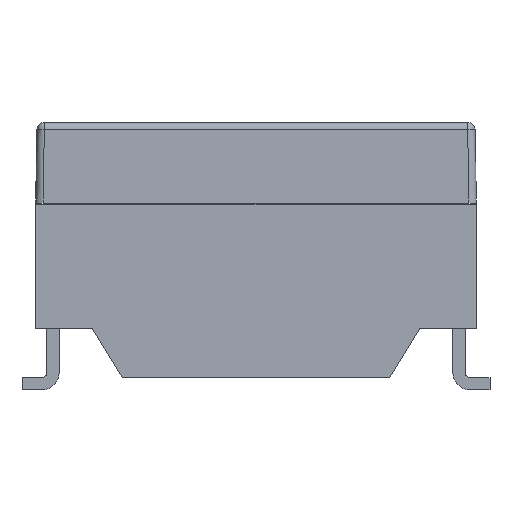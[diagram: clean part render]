
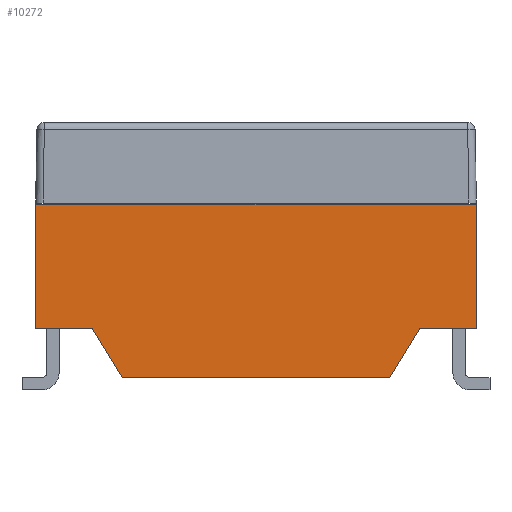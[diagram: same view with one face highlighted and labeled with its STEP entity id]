
A CAD part, left-side view. The second image highlights one B-rep face of the part: STEP entity #10272.
In plain terms, the highlighted planar face has unit normal (-1, 0, 0).
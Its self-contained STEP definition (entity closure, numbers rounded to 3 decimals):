
#857=LINE('',#22283,#1808);
#874=LINE('',#22315,#1825);
#881=LINE('',#22327,#1832);
#899=LINE('',#22360,#1850);
#934=LINE('',#22427,#1885);
#944=LINE('',#22446,#1895);
#945=LINE('',#22448,#1896);
#946=LINE('',#22450,#1897);
#1808=VECTOR('',#16766,1000.);
#1825=VECTOR('',#16785,1000.);
#1832=VECTOR('',#16794,1000.);
#1850=VECTOR('',#16814,1000.);
#1885=VECTOR('',#16857,1000.);
#1895=VECTOR('',#16877,1000.);
#1896=VECTOR('',#16878,1000.);
#1897=VECTOR('',#16879,1000.);
#2737=PLANE('',#14879);
#5201=ORIENTED_EDGE('',*,*,#7132,.F.);
#5202=ORIENTED_EDGE('',*,*,#7133,.F.);
#5203=ORIENTED_EDGE('',*,*,#7134,.T.);
#5204=ORIENTED_EDGE('',*,*,#7087,.T.);
#5205=ORIENTED_EDGE('',*,*,#7069,.T.);
#5206=ORIENTED_EDGE('',*,*,#7122,.T.);
#5207=ORIENTED_EDGE('',*,*,#7045,.T.);
#5208=ORIENTED_EDGE('',*,*,#7062,.T.);
#7045=EDGE_CURVE('',#8156,#8159,#857,.T.);
#7062=EDGE_CURVE('',#8159,#8173,#874,.T.);
#7069=EDGE_CURVE('',#8174,#8177,#881,.T.);
#7087=EDGE_CURVE('',#8190,#8174,#899,.T.);
#7122=EDGE_CURVE('',#8177,#8156,#934,.T.);
#7132=EDGE_CURVE('',#8224,#8173,#944,.T.);
#7133=EDGE_CURVE('',#8225,#8224,#945,.T.);
#7134=EDGE_CURVE('',#8225,#8190,#946,.T.);
#8156=VERTEX_POINT('',#22275);
#8159=VERTEX_POINT('',#22282);
#8173=VERTEX_POINT('',#22314);
#8174=VERTEX_POINT('',#22319);
#8177=VERTEX_POINT('',#22326);
#8190=VERTEX_POINT('',#22354);
#8224=VERTEX_POINT('',#22447);
#8225=VERTEX_POINT('',#22449);
#8985=EDGE_LOOP('',(#5201,#5202,#5203,#5204,#5205,#5206,#5207,#5208));
#9614=FACE_BOUND('',#8985,.T.);
#10272=ADVANCED_FACE('',(#9614),#2737,.F.);
#14879=AXIS2_PLACEMENT_3D('',#22445,#16875,#16876);
#16766=DIRECTION('',(0.,-0.521,0.854));
#16785=DIRECTION('',(0.,-1.,0.));
#16794=DIRECTION('',(0.,-0.521,-0.854));
#16814=DIRECTION('',(0.,-1.,0.));
#16857=DIRECTION('',(0.,-1.,0.));
#16875=DIRECTION('',(1.,0.,0.));
#16876=DIRECTION('',(0.,1.,0.));
#16877=DIRECTION('',(0.,0.,-1.));
#16878=DIRECTION('',(0.,-1.,0.));
#16879=DIRECTION('',(0.,0.,-1.));
#22275=CARTESIAN_POINT('',(-3.8,-2.7,0.25));
#22282=CARTESIAN_POINT('',(-3.8,-3.31,1.25));
#22283=CARTESIAN_POINT('',(-3.8,-2.762,0.351));
#22314=CARTESIAN_POINT('',(-3.8,-4.45,1.25));
#22315=CARTESIAN_POINT('',(-3.8,4.45,1.25));
#22319=CARTESIAN_POINT('',(-3.8,3.31,1.25));
#22326=CARTESIAN_POINT('',(-3.8,2.7,0.25));
#22327=CARTESIAN_POINT('',(-3.8,5.175,4.308));
#22354=CARTESIAN_POINT('',(-3.8,4.45,1.25));
#22360=CARTESIAN_POINT('',(-3.8,4.45,1.25));
#22427=CARTESIAN_POINT('',(-3.8,4.45,0.25));
#22445=CARTESIAN_POINT('',(-3.8,4.45,4.75));
#22446=CARTESIAN_POINT('',(-3.8,-4.45,4.75));
#22447=CARTESIAN_POINT('',(-3.8,-4.45,3.75));
#22448=CARTESIAN_POINT('',(-3.8,4.45,3.75));
#22449=CARTESIAN_POINT('',(-3.8,4.45,3.75));
#22450=CARTESIAN_POINT('',(-3.8,4.45,4.75));
